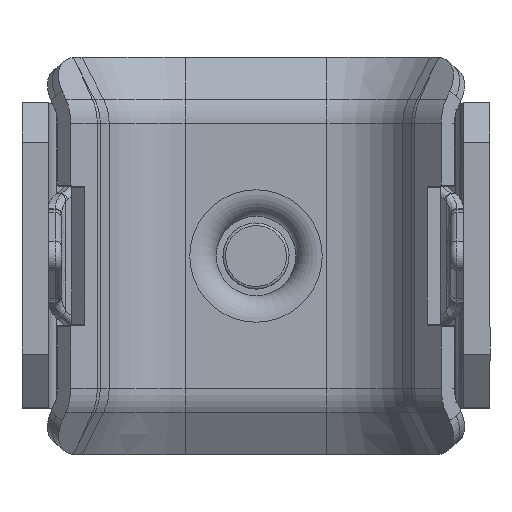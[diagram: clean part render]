
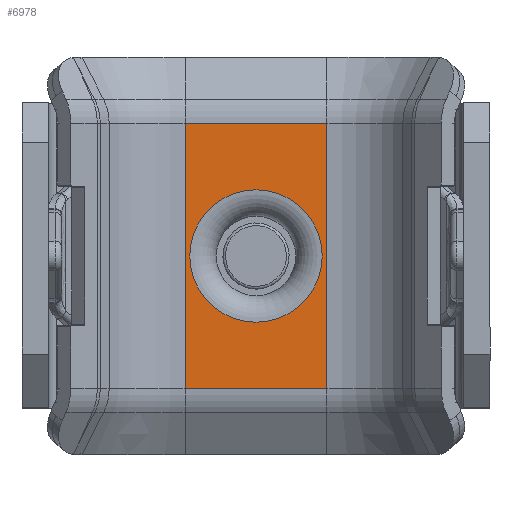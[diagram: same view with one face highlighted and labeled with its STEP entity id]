
A CAD part, top view. The second image highlights one B-rep face of the part: STEP entity #6978.
In plain terms, the highlighted face is planar.
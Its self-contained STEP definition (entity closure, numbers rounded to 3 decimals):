
#136=FACE_BOUND('',#966,.T.);
#337=PLANE('',#7514);
#527=FACE_OUTER_BOUND('',#965,.T.);
#965=EDGE_LOOP('',(#4775,#4776,#4777,#4778));
#966=EDGE_LOOP('',(#4779));
#1443=LINE('',#10526,#2017);
#1444=LINE('',#10528,#2018);
#1445=LINE('',#10530,#2019);
#1446=LINE('',#10531,#2020);
#2017=VECTOR('',#8388,10.);
#2018=VECTOR('',#8389,10.);
#2019=VECTOR('',#8390,10.);
#2020=VECTOR('',#8391,10.);
#2563=CIRCLE('',#7511,5.);
#2964=VERTEX_POINT('',#10518);
#2966=VERTEX_POINT('',#10524);
#2967=VERTEX_POINT('',#10525);
#2968=VERTEX_POINT('',#10527);
#2969=VERTEX_POINT('',#10529);
#3644=EDGE_CURVE('',#2964,#2964,#2563,.T.);
#3647=EDGE_CURVE('',#2966,#2967,#1443,.T.);
#3648=EDGE_CURVE('',#2967,#2968,#1444,.T.);
#3649=EDGE_CURVE('',#2969,#2968,#1445,.T.);
#3650=EDGE_CURVE('',#2966,#2969,#1446,.T.);
#4775=ORIENTED_EDGE('',*,*,#3647,.T.);
#4776=ORIENTED_EDGE('',*,*,#3648,.T.);
#4777=ORIENTED_EDGE('',*,*,#3649,.F.);
#4778=ORIENTED_EDGE('',*,*,#3650,.F.);
#4779=ORIENTED_EDGE('',*,*,#3644,.F.);
#6978=ADVANCED_FACE('',(#527,#136),#337,.T.);
#7511=AXIS2_PLACEMENT_3D('',#10519,#8380,#8381);
#7514=AXIS2_PLACEMENT_3D('',#10523,#8386,#8387);
#8380=DIRECTION('center_axis',(0.,-0.707,
0.707));
#8381=DIRECTION('ref_axis',(-1.,0.,0.));
#8386=DIRECTION('center_axis',(0.,-0.707,
0.707));
#8387=DIRECTION('ref_axis',(-1.,0.,0.));
#8388=DIRECTION('',(-1.,0.,0.));
#8389=DIRECTION('',(0.,-0.707,-0.707));
#8390=DIRECTION('',(-1.,0.,0.));
#8391=DIRECTION('',(0.,-0.707,-0.707));
#10518=CARTESIAN_POINT('',(-10.,-5.496,-14.288));
#10519=CARTESIAN_POINT('Origin',(-15.,-5.496,-14.288));
#10523=CARTESIAN_POINT('Origin',(-4.975,-1.708,-10.501));
#10524=CARTESIAN_POINT('',(-4.975,-1.708,-10.501));
#10525=CARTESIAN_POINT('',(-25.025,-1.708,-10.501));
#10526=CARTESIAN_POINT('',(-25.025,-1.708,-10.501));
#10527=CARTESIAN_POINT('',(-25.025,-9.283,-18.075));
#10528=CARTESIAN_POINT('',(-25.025,-1.708,-10.501));
#10529=CARTESIAN_POINT('',(-4.975,-9.283,-18.075));
#10530=CARTESIAN_POINT('',(-25.025,-9.283,-18.075));
#10531=CARTESIAN_POINT('',(-4.975,-1.708,-10.501));
